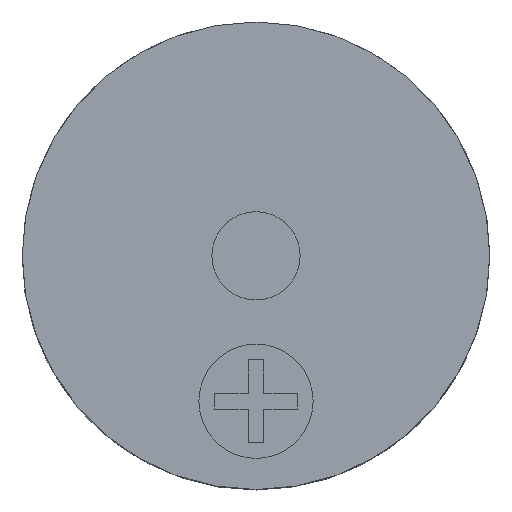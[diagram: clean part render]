
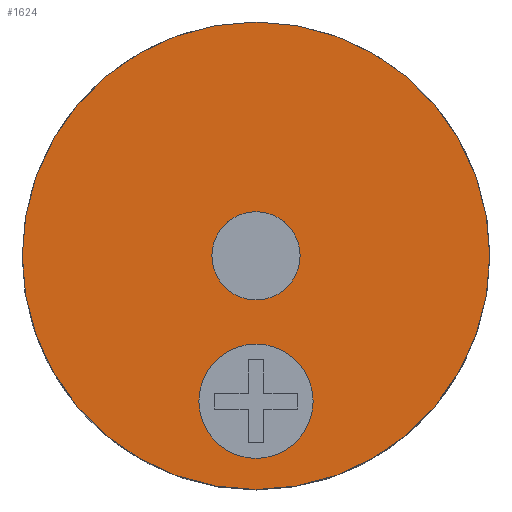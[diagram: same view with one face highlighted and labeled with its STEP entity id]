
A CAD part, top view. The second image highlights one B-rep face of the part: STEP entity #1624.
In plain terms, the highlighted planar face has unit normal (0, 0, 1).
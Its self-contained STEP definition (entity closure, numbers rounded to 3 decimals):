
#38=FACE_BOUND('',#264,.T.);
#39=FACE_BOUND('',#265,.T.);
#71=CIRCLE('',#1730,1.1);
#72=CIRCLE('',#1733,4.5);
#73=CIRCLE('',#1734,0.85);
#159=FACE_OUTER_BOUND('',#263,.T.);
#263=EDGE_LOOP('',(#1098));
#264=EDGE_LOOP('',(#1099));
#265=EDGE_LOOP('',(#1100));
#696=VERTEX_POINT('',#2406);
#697=VERTEX_POINT('',#2410);
#698=VERTEX_POINT('',#2412);
#858=EDGE_CURVE('',#696,#696,#71,.T.);
#859=EDGE_CURVE('',#697,#697,#72,.T.);
#860=EDGE_CURVE('',#698,#698,#73,.T.);
#1098=ORIENTED_EDGE('',*,*,#859,.F.);
#1099=ORIENTED_EDGE('',*,*,#860,.T.);
#1100=ORIENTED_EDGE('',*,*,#858,.T.);
#1476=PLANE('',#1732);
#1624=ADVANCED_FACE('',(#159,#38,#39),#1476,.F.);
#1730=AXIS2_PLACEMENT_3D('',#2407,#1938,#1939);
#1732=AXIS2_PLACEMENT_3D('',#2409,#1942,#1943);
#1733=AXIS2_PLACEMENT_3D('',#2411,#1944,#1945);
#1734=AXIS2_PLACEMENT_3D('',#2413,#1946,#1947);
#1938=DIRECTION('center_axis',(0.,0.,-1.));
#1939=DIRECTION('ref_axis',(-1.,0.,0.));
#1942=DIRECTION('center_axis',(0.,0.,-1.));
#1943=DIRECTION('ref_axis',(-1.,0.,0.));
#1944=DIRECTION('center_axis',(0.,0.,-1.));
#1945=DIRECTION('ref_axis',(-1.,0.,0.));
#1946=DIRECTION('center_axis',(0.,0.,-1.));
#1947=DIRECTION('ref_axis',(-1.,0.,0.));
#2406=CARTESIAN_POINT('',(1.1,-2.8,3.95));
#2407=CARTESIAN_POINT('Origin',(0.,-2.8,3.95));
#2409=CARTESIAN_POINT('Origin',(0.,0.,3.95));
#2410=CARTESIAN_POINT('',(4.5,0.,3.95));
#2411=CARTESIAN_POINT('Origin',(0.,0.,3.95));
#2412=CARTESIAN_POINT('',(0.85,0.,3.95));
#2413=CARTESIAN_POINT('Origin',(0.,0.,3.95));
